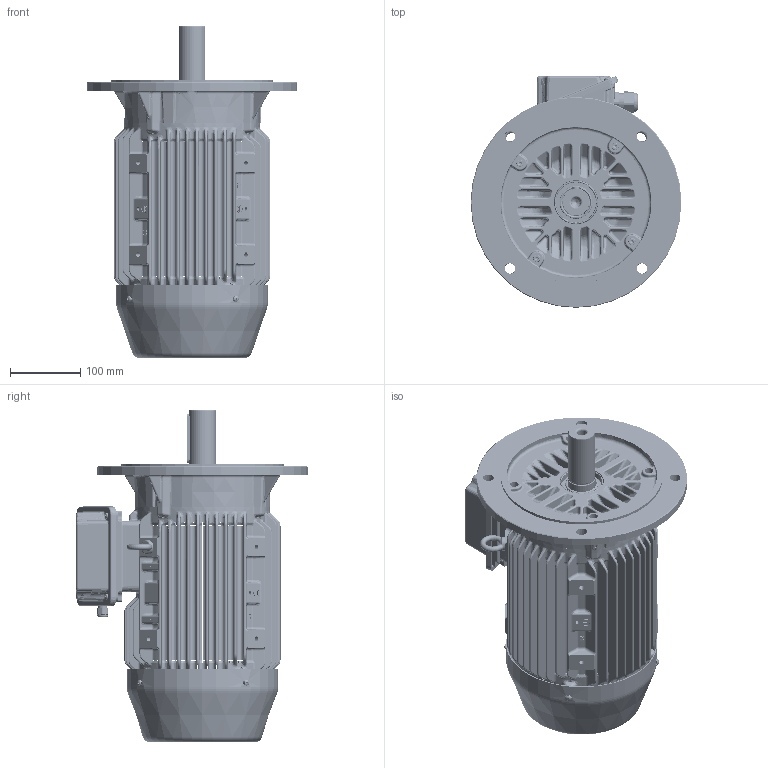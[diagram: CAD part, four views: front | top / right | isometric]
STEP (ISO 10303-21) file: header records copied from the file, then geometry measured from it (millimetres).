
FILE_DESCRIPTION(/* description */ (''),/* implementation_level */ '2;1');
FILE_NAME(/* name */ '6521621xx.stp',/* time_stamp */ '2020-11-25T15:25:56+03:00',/* author */ (''),/* organization */ (''),/* preprocessor_version */ 'ST-DEVELOPER v16',/* originating_system */ 'SIEMENS PLM Software NX 11.0',/* authorisation */ '');
FILE_SCHEMA (('AUTOMOTIVE_DESIGN { 1 0 10303 214 3 1 1 1 }'));
Products named in the file (1): 26005FFCEC27c7pq
Bounding box: 299 x 328.63 x 471 mm (x, y, z)
Surface area: 830957.6 mm2 (no closed solid volume)
Topology: 0 solids, 89 shells, 4154 faces, 12661 edges, 8194 vertices
Faces by surface type: bspline 1510, cylinder 1188, plane 818, torus 279, cone 256, sphere 97, extrusion 6
Full cylindrical faces by diameter (mm): 2.5 x2, 5 x10, 6.3 x1, 6.8 x6, 8 x5, 8.65 x4, 10 x4, 10.2 x1, 12 x6, 13 x1, 13.2 x1, 15 x1, 17.2 x2, 20 x2, 25.25 x2, 27.7 x2, 37.4 x1, 38 x1, 40 x2, 58.4 x1, 58.6 x1, 61 x1, 212 x1, 215 x1, 230 x1, 299 x1
Entity records: 180200 total; most frequent: CARTESIAN_POINT 79408, ORIENTED_EDGE 20352, DIRECTION 19121, EDGE_CURVE 12326, VERTEX_POINT 8159, AXIS2_PLACEMENT_3D 7729, CIRCLE 4609, EDGE_LOOP 4567
